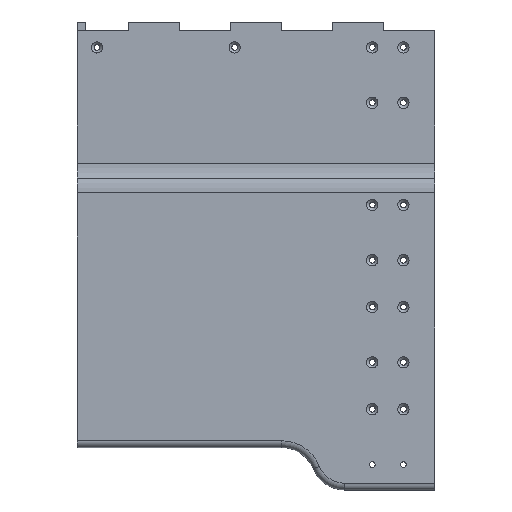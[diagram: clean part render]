
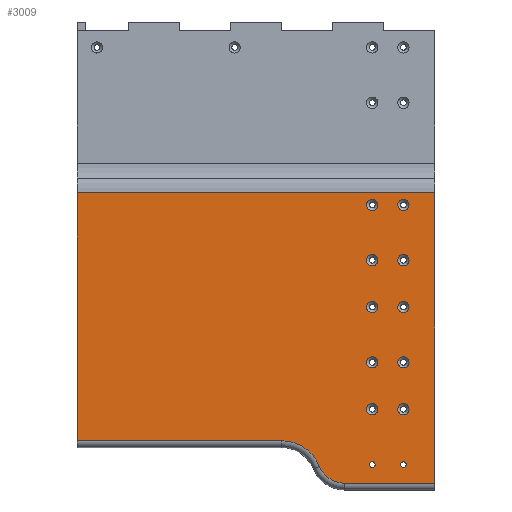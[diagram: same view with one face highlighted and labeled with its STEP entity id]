
A CAD part, front view. The second image highlights one B-rep face of the part: STEP entity #3009.
In plain terms, the highlighted planar face has unit normal (0, -1, 0).
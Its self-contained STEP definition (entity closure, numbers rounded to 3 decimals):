
#55=FACE_BOUND('',#506,.T.);
#56=FACE_BOUND('',#507,.T.);
#57=FACE_BOUND('',#508,.T.);
#58=FACE_BOUND('',#509,.T.);
#59=FACE_BOUND('',#510,.T.);
#60=FACE_BOUND('',#511,.T.);
#61=FACE_BOUND('',#512,.T.);
#62=FACE_BOUND('',#513,.T.);
#63=FACE_BOUND('',#514,.T.);
#64=FACE_BOUND('',#515,.T.);
#65=FACE_BOUND('',#516,.T.);
#66=FACE_BOUND('',#517,.T.);
#130=PLANE('',#3286);
#311=FACE_OUTER_BOUND('',#505,.T.);
#505=EDGE_LOOP('',(#2562,#2563,#2564,#2565,#2566,#2567,#2568));
#506=EDGE_LOOP('',(#2569));
#507=EDGE_LOOP('',(#2570));
#508=EDGE_LOOP('',(#2571));
#509=EDGE_LOOP('',(#2572));
#510=EDGE_LOOP('',(#2573));
#511=EDGE_LOOP('',(#2574));
#512=EDGE_LOOP('',(#2575));
#513=EDGE_LOOP('',(#2576));
#514=EDGE_LOOP('',(#2577));
#515=EDGE_LOOP('',(#2578));
#516=EDGE_LOOP('',(#2579));
#517=EDGE_LOOP('',(#2580));
#757=LINE('',#4753,#1051);
#758=LINE('',#4770,#1052);
#760=LINE('',#4774,#1054);
#784=LINE('',#4830,#1078);
#790=LINE('',#4844,#1084);
#1051=VECTOR('',#3896,10.);
#1052=VECTOR('',#3917,10.);
#1054=VECTOR('',#3921,10.);
#1078=VECTOR('',#3957,10.);
#1084=VECTOR('',#3969,10.);
#1273=CIRCLE('',#3268,23.965);
#1276=CIRCLE('',#3272,15.965);
#1285=CIRCLE('',#3287,1.7);
#1286=CIRCLE('',#3288,1.7);
#1287=CIRCLE('',#3289,3.3);
#1288=CIRCLE('',#3290,3.3);
#1289=CIRCLE('',#3291,3.3);
#1290=CIRCLE('',#3292,3.3);
#1291=CIRCLE('',#3293,3.3);
#1292=CIRCLE('',#3294,3.3);
#1293=CIRCLE('',#3295,3.3);
#1294=CIRCLE('',#3296,3.3);
#1295=CIRCLE('',#3297,3.3);
#1296=CIRCLE('',#3298,3.3);
#1475=VERTEX_POINT('',#4746);
#1478=VERTEX_POINT('',#4751);
#1480=VERTEX_POINT('',#4756);
#1482=VERTEX_POINT('',#4762);
#1484=VERTEX_POINT('',#4768);
#1485=VERTEX_POINT('',#4773);
#1511=VERTEX_POINT('',#4829);
#1517=VERTEX_POINT('',#4846);
#1518=VERTEX_POINT('',#4848);
#1519=VERTEX_POINT('',#4850);
#1520=VERTEX_POINT('',#4852);
#1521=VERTEX_POINT('',#4854);
#1522=VERTEX_POINT('',#4856);
#1523=VERTEX_POINT('',#4858);
#1524=VERTEX_POINT('',#4860);
#1525=VERTEX_POINT('',#4862);
#1526=VERTEX_POINT('',#4864);
#1527=VERTEX_POINT('',#4866);
#1528=VERTEX_POINT('',#4868);
#1842=EDGE_CURVE('',#1478,#1475,#757,.T.);
#1844=EDGE_CURVE('',#1480,#1478,#1273,.T.);
#1847=EDGE_CURVE('',#1482,#1480,#1276,.T.);
#1850=EDGE_CURVE('',#1484,#1482,#758,.T.);
#1852=EDGE_CURVE('',#1485,#1475,#760,.T.);
#1880=EDGE_CURVE('',#1485,#1511,#784,.T.);
#1888=EDGE_CURVE('',#1484,#1511,#790,.T.);
#1889=EDGE_CURVE('',#1517,#1517,#1285,.T.);
#1890=EDGE_CURVE('',#1518,#1518,#1286,.T.);
#1891=EDGE_CURVE('',#1519,#1519,#1287,.T.);
#1892=EDGE_CURVE('',#1520,#1520,#1288,.T.);
#1893=EDGE_CURVE('',#1521,#1521,#1289,.T.);
#1894=EDGE_CURVE('',#1522,#1522,#1290,.T.);
#1895=EDGE_CURVE('',#1523,#1523,#1291,.T.);
#1896=EDGE_CURVE('',#1524,#1524,#1292,.T.);
#1897=EDGE_CURVE('',#1525,#1525,#1293,.T.);
#1898=EDGE_CURVE('',#1526,#1526,#1294,.T.);
#1899=EDGE_CURVE('',#1527,#1527,#1295,.T.);
#1900=EDGE_CURVE('',#1528,#1528,#1296,.T.);
#2562=ORIENTED_EDGE('',*,*,#1850,.F.);
#2563=ORIENTED_EDGE('',*,*,#1888,.T.);
#2564=ORIENTED_EDGE('',*,*,#1880,.F.);
#2565=ORIENTED_EDGE('',*,*,#1852,.T.);
#2566=ORIENTED_EDGE('',*,*,#1842,.F.);
#2567=ORIENTED_EDGE('',*,*,#1844,.F.);
#2568=ORIENTED_EDGE('',*,*,#1847,.F.);
#2569=ORIENTED_EDGE('',*,*,#1889,.T.);
#2570=ORIENTED_EDGE('',*,*,#1890,.T.);
#2571=ORIENTED_EDGE('',*,*,#1891,.T.);
#2572=ORIENTED_EDGE('',*,*,#1892,.T.);
#2573=ORIENTED_EDGE('',*,*,#1893,.T.);
#2574=ORIENTED_EDGE('',*,*,#1894,.T.);
#2575=ORIENTED_EDGE('',*,*,#1895,.T.);
#2576=ORIENTED_EDGE('',*,*,#1896,.T.);
#2577=ORIENTED_EDGE('',*,*,#1897,.T.);
#2578=ORIENTED_EDGE('',*,*,#1898,.T.);
#2579=ORIENTED_EDGE('',*,*,#1899,.T.);
#2580=ORIENTED_EDGE('',*,*,#1900,.T.);
#3009=ADVANCED_FACE('',(#311,#55,#56,#57,#58,#59,#60,#61,#62,#63,#64,#65,
#66),#130,.T.);
#3268=AXIS2_PLACEMENT_3D('',#4758,#3901,#3902);
#3272=AXIS2_PLACEMENT_3D('',#4764,#3909,#3910);
#3286=AXIS2_PLACEMENT_3D('',#4845,#3970,#3971);
#3287=AXIS2_PLACEMENT_3D('',#4847,#3972,#3973);
#3288=AXIS2_PLACEMENT_3D('',#4849,#3974,#3975);
#3289=AXIS2_PLACEMENT_3D('',#4851,#3976,#3977);
#3290=AXIS2_PLACEMENT_3D('',#4853,#3978,#3979);
#3291=AXIS2_PLACEMENT_3D('',#4855,#3980,#3981);
#3292=AXIS2_PLACEMENT_3D('',#4857,#3982,#3983);
#3293=AXIS2_PLACEMENT_3D('',#4859,#3984,#3985);
#3294=AXIS2_PLACEMENT_3D('',#4861,#3986,#3987);
#3295=AXIS2_PLACEMENT_3D('',#4863,#3988,#3989);
#3296=AXIS2_PLACEMENT_3D('',#4865,#3990,#3991);
#3297=AXIS2_PLACEMENT_3D('',#4867,#3992,#3993);
#3298=AXIS2_PLACEMENT_3D('',#4869,#3994,#3995);
#3896=DIRECTION('',(-1.,0.,0.));
#3901=DIRECTION('center_axis',(0.,-1.,0.));
#3902=DIRECTION('ref_axis',(0.559,0.,0.829));
#3909=DIRECTION('center_axis',(0.,1.,0.));
#3910=DIRECTION('ref_axis',(-0.559,0.,-0.829));
#3917=DIRECTION('',(-1.,0.,0.));
#3921=DIRECTION('',(0.,0.,-1.));
#3957=DIRECTION('',(1.,0.,0.));
#3969=DIRECTION('',(0.,0.,1.));
#3970=DIRECTION('center_axis',(0.,-1.,0.));
#3971=DIRECTION('ref_axis',(0.,0.,-1.));
#3972=DIRECTION('center_axis',(0.,1.,0.));
#3973=DIRECTION('ref_axis',(-1.,0.,0.));
#3974=DIRECTION('center_axis',(0.,1.,0.));
#3975=DIRECTION('ref_axis',(-1.,0.,0.));
#3976=DIRECTION('center_axis',(0.,1.,0.));
#3977=DIRECTION('ref_axis',(1.,0.,0.));
#3978=DIRECTION('center_axis',(0.,1.,0.));
#3979=DIRECTION('ref_axis',(1.,0.,0.));
#3980=DIRECTION('center_axis',(0.,1.,0.));
#3981=DIRECTION('ref_axis',(1.,0.,0.));
#3982=DIRECTION('center_axis',(0.,1.,0.));
#3983=DIRECTION('ref_axis',(1.,0.,0.));
#3984=DIRECTION('center_axis',(0.,1.,0.));
#3985=DIRECTION('ref_axis',(1.,0.,0.));
#3986=DIRECTION('center_axis',(0.,1.,0.));
#3987=DIRECTION('ref_axis',(1.,0.,0.));
#3988=DIRECTION('center_axis',(0.,1.,0.));
#3989=DIRECTION('ref_axis',(1.,0.,0.));
#3990=DIRECTION('center_axis',(0.,1.,0.));
#3991=DIRECTION('ref_axis',(1.,0.,0.));
#3992=DIRECTION('center_axis',(0.,1.,0.));
#3993=DIRECTION('ref_axis',(1.,0.,0.));
#3994=DIRECTION('center_axis',(0.,1.,0.));
#3995=DIRECTION('ref_axis',(1.,0.,0.));
#4746=CARTESIAN_POINT('',(-150.,-114.05,-1.));
#4751=CARTESIAN_POINT('',(-29.93,-114.05,-1.));
#4753=CARTESIAN_POINT('',(-97.5,-114.05,-1.));
#4756=CARTESIAN_POINT('',(-7.72,-114.05,-15.962));
#4758=CARTESIAN_POINT('Origin',(-29.93,-114.05,-24.965));
#4762=CARTESIAN_POINT('',(7.075,-114.05,-25.93));
#4764=CARTESIAN_POINT('Origin',(7.075,-114.05,-9.965));
#4768=CARTESIAN_POINT('',(60.,-114.05,-25.93));
#4770=CARTESIAN_POINT('',(-27.483,-114.05,-25.93));
#4773=CARTESIAN_POINT('',(-150.,-114.05,144.739));
#4774=CARTESIAN_POINT('',(-150.,-114.05,240.15));
#4829=CARTESIAN_POINT('',(60.,-114.05,144.739));
#4830=CARTESIAN_POINT('',(60.,-114.05,144.739));
#4844=CARTESIAN_POINT('',(60.,-114.05,-29.93));
#4845=CARTESIAN_POINT('Origin',(-45.,-114.05,60.12));
#4846=CARTESIAN_POINT('',(43.367,-114.05,-14.965));
#4847=CARTESIAN_POINT('Origin',(41.667,-114.05,-14.965));
#4848=CARTESIAN_POINT('',(25.033,-114.05,-14.965));
#4849=CARTESIAN_POINT('Origin',(23.333,-114.05,-14.965));
#4850=CARTESIAN_POINT('',(38.367,-114.05,17.535));
#4851=CARTESIAN_POINT('Origin',(41.667,-114.05,17.535));
#4852=CARTESIAN_POINT('',(38.367,-114.05,137.635));
#4853=CARTESIAN_POINT('Origin',(41.667,-114.05,137.635));
#4854=CARTESIAN_POINT('',(38.367,-114.05,105.135));
#4855=CARTESIAN_POINT('Origin',(41.667,-114.05,105.135));
#4856=CARTESIAN_POINT('',(20.033,-114.05,77.585));
#4857=CARTESIAN_POINT('Origin',(23.333,-114.05,77.585));
#4858=CARTESIAN_POINT('',(38.367,-114.05,45.085));
#4859=CARTESIAN_POINT('Origin',(41.667,-114.05,45.085));
#4860=CARTESIAN_POINT('',(20.033,-114.05,45.085));
#4861=CARTESIAN_POINT('Origin',(23.333,-114.05,45.085));
#4862=CARTESIAN_POINT('',(38.367,-114.05,77.585));
#4863=CARTESIAN_POINT('Origin',(41.667,-114.05,77.585));
#4864=CARTESIAN_POINT('',(20.033,-114.05,105.135));
#4865=CARTESIAN_POINT('Origin',(23.333,-114.05,105.135));
#4866=CARTESIAN_POINT('',(20.033,-114.05,137.635));
#4867=CARTESIAN_POINT('Origin',(23.333,-114.05,137.635));
#4868=CARTESIAN_POINT('',(20.033,-114.05,17.535));
#4869=CARTESIAN_POINT('Origin',(23.333,-114.05,17.535));
